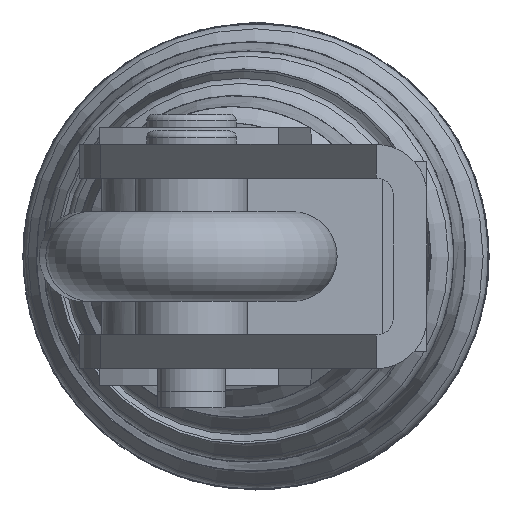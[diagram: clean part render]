
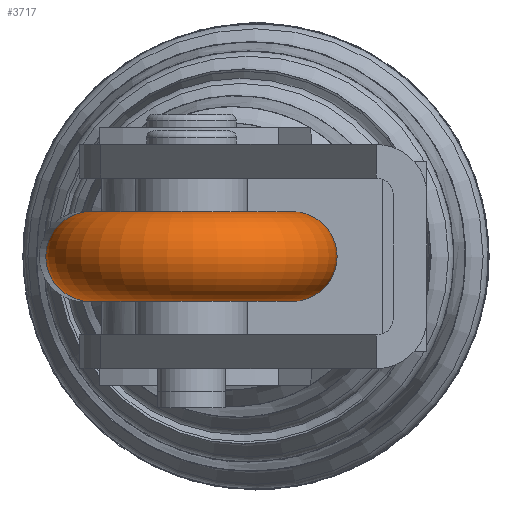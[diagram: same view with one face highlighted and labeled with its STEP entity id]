
A CAD part, left-side view. The second image highlights one B-rep face of the part: STEP entity #3717.
In plain terms, the highlighted toroidal (fillet/blend) face has major radius 9 mm and minor radius 4 mm.
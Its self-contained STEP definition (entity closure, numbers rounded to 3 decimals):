
#54=TOROIDAL_SURFACE('',#4287,9.,4.);
#293=FACE_OUTER_BOUND('',#462,.T.);
#462=EDGE_LOOP('',(#2931,#2932,#2933,#2934));
#1251=CIRCLE('',#4288,4.);
#1252=CIRCLE('',#4289,5.);
#1253=CIRCLE('',#4290,4.);
#1632=VERTEX_POINT('',#6558);
#1633=VERTEX_POINT('',#6560);
#2259=EDGE_CURVE('',#1632,#1632,#1251,.T.);
#2260=EDGE_CURVE('',#1632,#1633,#1252,.T.);
#2261=EDGE_CURVE('',#1633,#1633,#1253,.T.);
#2931=ORIENTED_EDGE('',*,*,#2259,.F.);
#2932=ORIENTED_EDGE('',*,*,#2260,.T.);
#2933=ORIENTED_EDGE('',*,*,#2261,.T.);
#2934=ORIENTED_EDGE('',*,*,#2260,.F.);
#3717=ADVANCED_FACE('',(#293),#54,.T.);
#4287=AXIS2_PLACEMENT_3D('',#6557,#4934,#4935);
#4288=AXIS2_PLACEMENT_3D('',#6559,#4936,#4937);
#4289=AXIS2_PLACEMENT_3D('',#6561,#4938,#4939);
#4290=AXIS2_PLACEMENT_3D('',#6562,#4940,#4941);
#4934=DIRECTION('center_axis',(0.,0.,
-1.));
#4935=DIRECTION('ref_axis',(-1.,0.,0.));
#4936=DIRECTION('center_axis',(1.,0.009,0.));
#4937=DIRECTION('ref_axis',(-0.009,1.,0.));
#4938=DIRECTION('center_axis',(0.,0.,
1.));
#4939=DIRECTION('ref_axis',(-1.,0.,0.));
#4940=DIRECTION('center_axis',(-1.,-0.009,0.));
#4941=DIRECTION('ref_axis',(0.009,-1.,0.));
#6557=CARTESIAN_POINT('Origin',(-108.73,26.378,8.5));
#6558=CARTESIAN_POINT('',(-108.774,31.378,8.5));
#6559=CARTESIAN_POINT('Origin',(-108.809,35.378,8.5));
#6560=CARTESIAN_POINT('',(-108.687,21.378,8.5));
#6561=CARTESIAN_POINT('Origin',(-108.73,26.378,8.5));
#6562=CARTESIAN_POINT('Origin',(-108.652,17.378,8.5));
